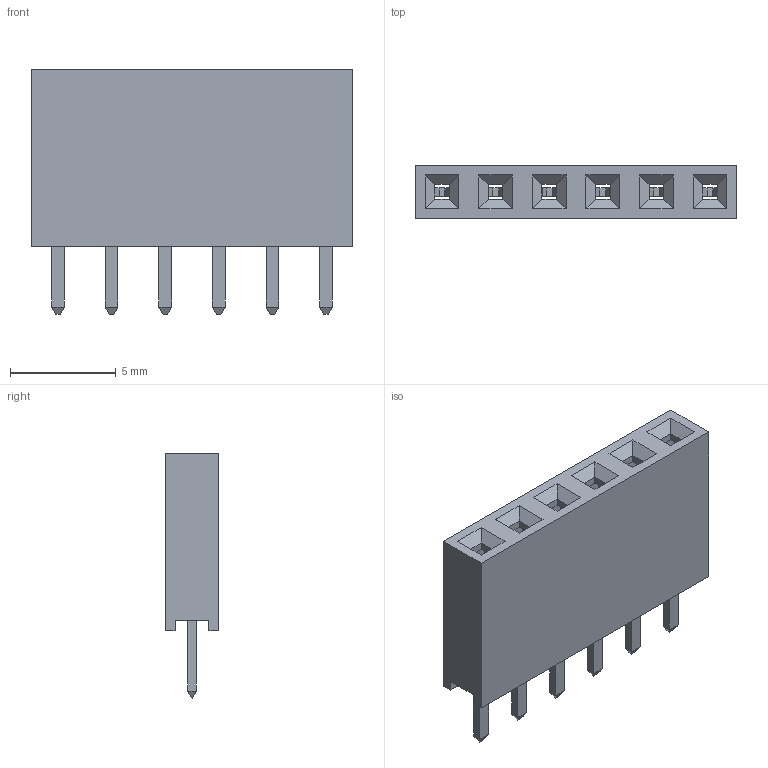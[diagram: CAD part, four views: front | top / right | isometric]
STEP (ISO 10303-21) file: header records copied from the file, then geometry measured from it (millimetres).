
FILE_DESCRIPTION (( 'STEP AP214' ), '1' );
FILE_NAME ('User Library-PBS-06.STEP', '2020-03-06T05:09:09', ( '' ), ( '' ), 'SwSTEP 2.0', 'SolidWorks 2019', '' );
FILE_SCHEMA (( 'AUTOMOTIVE_DESIGN' ));
Length unit declared in the file: millimetre
Products named in the file (1): User Library-PBS-06
Bounding box: 15.24 x 2.54 x 11.6 mm (x, y, z)
Volume: 194 mm3; surface area: 876.2 mm2
Topology: 1 solids, 1 shells, 184 faces, 534 edges, 340 vertices
Faces by surface type: plane 172, cylinder 12
Entity records: 6805 total; most frequent: ORIENTED_EDGE 1068, CARTESIAN_POINT 1059, DIRECTION 928, EDGE_CURVE 534, VECTOR 510, LINE 510, VERTEX_POINT 340, AXIS2_PLACEMENT_3D 209
